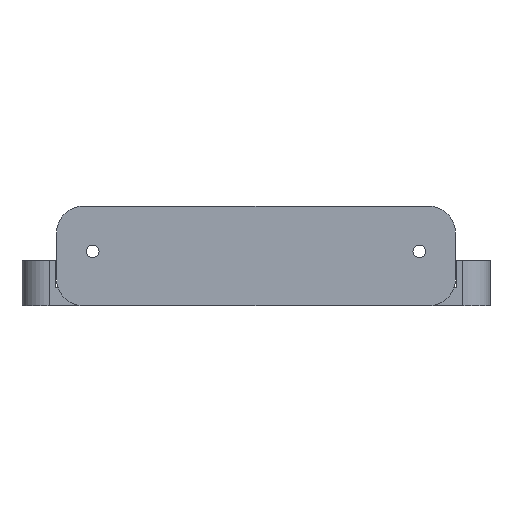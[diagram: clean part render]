
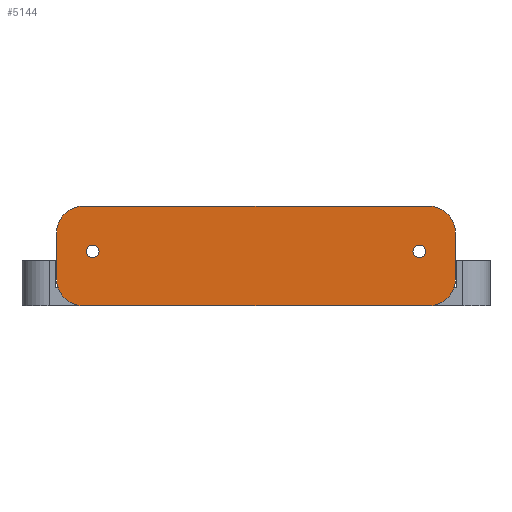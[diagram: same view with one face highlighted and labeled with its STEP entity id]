
A CAD part, front view. The second image highlights one B-rep face of the part: STEP entity #5144.
In plain terms, the highlighted planar face has unit normal (0, -1, 0).
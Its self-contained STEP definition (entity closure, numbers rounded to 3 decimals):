
#2721 = EDGE_CURVE('',#2722,#2724,#2726,.T.);
#2722 = VERTEX_POINT('',#2723);
#2723 = CARTESIAN_POINT('',(47.5,-139.,-15.));
#2724 = VERTEX_POINT('',#2725);
#2725 = CARTESIAN_POINT('',(-47.5,-139.,-15.));
#2726 = LINE('',#2727,#2728);
#2727 = CARTESIAN_POINT('',(0.,-139.,-15.));
#2728 = VECTOR('',#2729,1.);
#2729 = DIRECTION('',(-1.,0.,0.));
#5144 = ADVANCED_FACE('',(#5145,#5206,#5217),#5228,.T.);
#5145 = FACE_BOUND('',#5146,.T.);
#5146 = EDGE_LOOP('',(#5147,#5157,#5166,#5174,#5181,#5182,#5191,#5199));
#5147 = ORIENTED_EDGE('',*,*,#5148,.T.);
#5148 = EDGE_CURVE('',#5149,#5151,#5153,.T.);
#5149 = VERTEX_POINT('',#5150);
#5150 = CARTESIAN_POINT('',(47.5,-139.,12.5));
#5151 = VERTEX_POINT('',#5152);
#5152 = CARTESIAN_POINT('',(-47.5,-139.,12.5));
#5153 = LINE('',#5154,#5155);
#5154 = CARTESIAN_POINT('',(0.,-139.,12.5));
#5155 = VECTOR('',#5156,1.);
#5156 = DIRECTION('',(-1.,0.,0.));
#5157 = ORIENTED_EDGE('',*,*,#5158,.T.);
#5158 = EDGE_CURVE('',#5151,#5159,#5161,.T.);
#5159 = VERTEX_POINT('',#5160);
#5160 = CARTESIAN_POINT('',(-55.,-139.,5.));
#5161 = CIRCLE('',#5162,7.5);
#5162 = AXIS2_PLACEMENT_3D('',#5163,#5164,#5165);
#5163 = CARTESIAN_POINT('',(-47.5,-139.,5.));
#5164 = DIRECTION('',(0.,-1.,-0.));
#5165 = DIRECTION('',(-1.,0.,0.));
#5166 = ORIENTED_EDGE('',*,*,#5167,.T.);
#5167 = EDGE_CURVE('',#5159,#5168,#5170,.T.);
#5168 = VERTEX_POINT('',#5169);
#5169 = CARTESIAN_POINT('',(-55.,-139.,-7.5));
#5170 = LINE('',#5171,#5172);
#5171 = CARTESIAN_POINT('',(-55.,-139.,12.5));
#5172 = VECTOR('',#5173,1.);
#5173 = DIRECTION('',(0.,0.,-1.));
#5174 = ORIENTED_EDGE('',*,*,#5175,.T.);
#5175 = EDGE_CURVE('',#5168,#2724,#5176,.T.);
#5176 = CIRCLE('',#5177,7.5);
#5177 = AXIS2_PLACEMENT_3D('',#5178,#5179,#5180);
#5178 = CARTESIAN_POINT('',(-47.5,-139.,-7.5));
#5179 = DIRECTION('',(0.,-1.,-0.));
#5180 = DIRECTION('',(-1.,0.,0.));
#5181 = ORIENTED_EDGE('',*,*,#2721,.F.);
#5182 = ORIENTED_EDGE('',*,*,#5183,.F.);
#5183 = EDGE_CURVE('',#5184,#2722,#5186,.T.);
#5184 = VERTEX_POINT('',#5185);
#5185 = CARTESIAN_POINT('',(55.,-139.,-7.5));
#5186 = CIRCLE('',#5187,7.5);
#5187 = AXIS2_PLACEMENT_3D('',#5188,#5189,#5190);
#5188 = CARTESIAN_POINT('',(47.5,-139.,-7.5));
#5189 = DIRECTION('',(-0.,1.,0.));
#5190 = DIRECTION('',(1.,0.,0.));
#5191 = ORIENTED_EDGE('',*,*,#5192,.F.);
#5192 = EDGE_CURVE('',#5193,#5184,#5195,.T.);
#5193 = VERTEX_POINT('',#5194);
#5194 = CARTESIAN_POINT('',(55.,-139.,5.));
#5195 = LINE('',#5196,#5197);
#5196 = CARTESIAN_POINT('',(55.,-139.,12.5));
#5197 = VECTOR('',#5198,1.);
#5198 = DIRECTION('',(0.,0.,-1.));
#5199 = ORIENTED_EDGE('',*,*,#5200,.F.);
#5200 = EDGE_CURVE('',#5149,#5193,#5201,.T.);
#5201 = CIRCLE('',#5202,7.5);
#5202 = AXIS2_PLACEMENT_3D('',#5203,#5204,#5205);
#5203 = CARTESIAN_POINT('',(47.5,-139.,5.));
#5204 = DIRECTION('',(-0.,1.,0.));
#5205 = DIRECTION('',(1.,0.,0.));
#5206 = FACE_BOUND('',#5207,.T.);
#5207 = EDGE_LOOP('',(#5208));
#5208 = ORIENTED_EDGE('',*,*,#5209,.T.);
#5209 = EDGE_CURVE('',#5210,#5210,#5212,.T.);
#5210 = VERTEX_POINT('',#5211);
#5211 = CARTESIAN_POINT('',(-43.25,-139.,0.));
#5212 = CIRCLE('',#5213,1.75);
#5213 = AXIS2_PLACEMENT_3D('',#5214,#5215,#5216);
#5214 = CARTESIAN_POINT('',(-45.,-139.,0.));
#5215 = DIRECTION('',(0.,1.,0.));
#5216 = DIRECTION('',(1.,0.,0.));
#5217 = FACE_BOUND('',#5218,.T.);
#5218 = EDGE_LOOP('',(#5219));
#5219 = ORIENTED_EDGE('',*,*,#5220,.F.);
#5220 = EDGE_CURVE('',#5221,#5221,#5223,.T.);
#5221 = VERTEX_POINT('',#5222);
#5222 = CARTESIAN_POINT('',(43.25,-139.,0.));
#5223 = CIRCLE('',#5224,1.75);
#5224 = AXIS2_PLACEMENT_3D('',#5225,#5226,#5227);
#5225 = CARTESIAN_POINT('',(45.,-139.,0.));
#5226 = DIRECTION('',(0.,-1.,0.));
#5227 = DIRECTION('',(-1.,0.,0.));
#5228 = PLANE('',#5229);
#5229 = AXIS2_PLACEMENT_3D('',#5230,#5231,#5232);
#5230 = CARTESIAN_POINT('',(0.,-139.,-1.25));
#5231 = DIRECTION('',(0.,-1.,0.));
#5232 = DIRECTION('',(0.,0.,1.));
